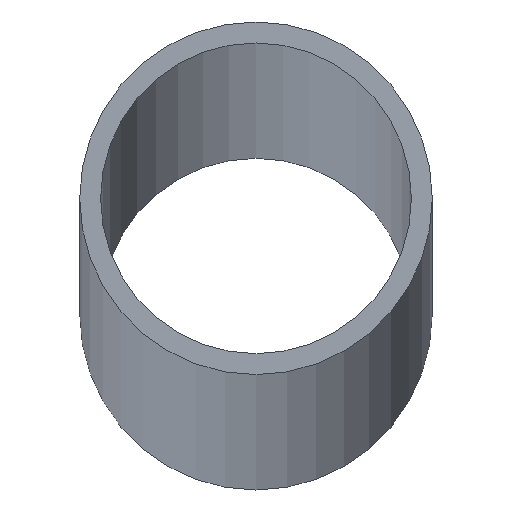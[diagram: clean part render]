
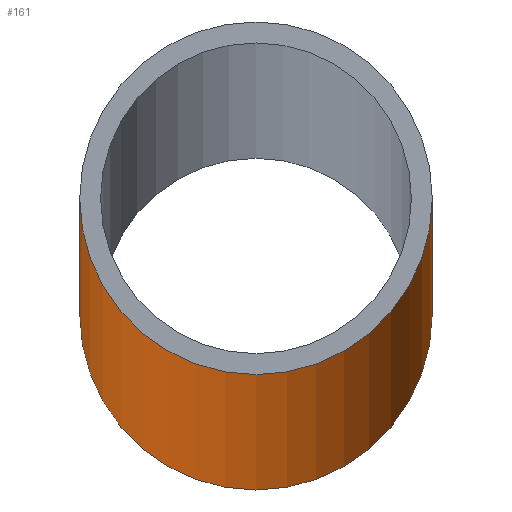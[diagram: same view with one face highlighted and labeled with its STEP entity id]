
A CAD part, top view. The second image highlights one B-rep face of the part: STEP entity #161.
In plain terms, the highlighted cylindrical face has radius 8 mm (diameter 16 mm), a partial arc.
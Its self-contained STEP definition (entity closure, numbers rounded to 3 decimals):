
#2 = AXIS2_PLACEMENT_3D ( 'NONE', #172, #44, #141 ) ;
#8 = VECTOR ( 'NONE', #142, 1000. ) ;
#13 = LINE ( 'NONE', #171, #8 ) ;
#19 = VERTEX_POINT ( 'NONE', #191 ) ;
#25 = AXIS2_PLACEMENT_3D ( 'NONE', #155, #124, #75 ) ;
#26 = ORIENTED_EDGE ( 'NONE', *, *, #162, .T. ) ;
#29 = EDGE_LOOP ( 'NONE', ( #72, #26, #99, #183 ) ) ;
#30 = LINE ( 'NONE', #74, #65 ) ;
#31 = CARTESIAN_POINT ( 'NONE',  ( 8., 0., -3000. ) ) ;
#44 = DIRECTION ( 'NONE',  ( 0., 0., 1. ) ) ;
#59 = DIRECTION ( 'NONE',  ( 0., 0., 1. ) ) ;
#61 = CARTESIAN_POINT ( 'NONE',  ( 8., 0., 0. ) ) ;
#65 = VECTOR ( 'NONE', #59, 1000. ) ;
#72 = ORIENTED_EDGE ( 'NONE', *, *, #173, .F. ) ;
#74 = CARTESIAN_POINT ( 'NONE',  ( -8., 0., -3000. ) ) ;
#75 = DIRECTION ( 'NONE',  ( 1., 0., 0. ) ) ;
#87 = CIRCLE ( 'NONE', #2, 8. ) ;
#99 = ORIENTED_EDGE ( 'NONE', *, *, #157, .T. ) ;
#108 = CARTESIAN_POINT ( 'NONE',  ( -8., 0., 0. ) ) ;
#109 = DIRECTION ( 'NONE',  ( 0., 0., 1. ) ) ;
#117 = CIRCLE ( 'NONE', #170, 8. ) ;
#123 = EDGE_CURVE ( 'NONE', #195, #138, #117, .T. ) ;
#124 = DIRECTION ( 'NONE',  ( 0., 0., 1. ) ) ;
#138 = VERTEX_POINT ( 'NONE', #61 ) ;
#141 = DIRECTION ( 'NONE',  ( 1., 0., 0. ) ) ;
#142 = DIRECTION ( 'NONE',  ( 0., 0., 1. ) ) ;
#143 = CARTESIAN_POINT ( 'NONE',  ( 0., 0., 0. ) ) ;
#155 = CARTESIAN_POINT ( 'NONE',  ( 0., 0., -3000. ) ) ;
#157 = EDGE_CURVE ( 'NONE', #164, #138, #13, .T. ) ;
#161 = ADVANCED_FACE ( 'NONE', ( #185 ), #196, .T. ) ;
#162 = EDGE_CURVE ( 'NONE', #19, #164, #87, .T. ) ;
#164 = VERTEX_POINT ( 'NONE', #31 ) ;
#170 = AXIS2_PLACEMENT_3D ( 'NONE', #143, #109, #174 ) ;
#171 = CARTESIAN_POINT ( 'NONE',  ( 8., 0., -3000. ) ) ;
#172 = CARTESIAN_POINT ( 'NONE',  ( 0., 0., -3000. ) ) ;
#173 = EDGE_CURVE ( 'NONE', #19, #195, #30, .T. ) ;
#174 = DIRECTION ( 'NONE',  ( 1., 0., 0. ) ) ;
#183 = ORIENTED_EDGE ( 'NONE', *, *, #123, .F. ) ;
#185 = FACE_OUTER_BOUND ( 'NONE', #29, .T. ) ;
#191 = CARTESIAN_POINT ( 'NONE',  ( -8., 0., -3000. ) ) ;
#195 = VERTEX_POINT ( 'NONE', #108 ) ;
#196 = CYLINDRICAL_SURFACE ( 'NONE', #25, 8. ) ;
